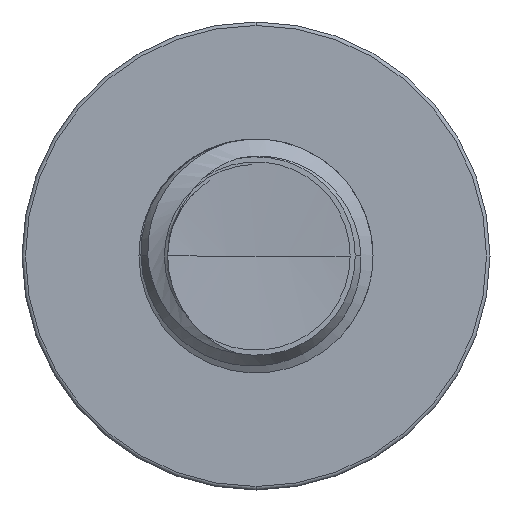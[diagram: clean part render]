
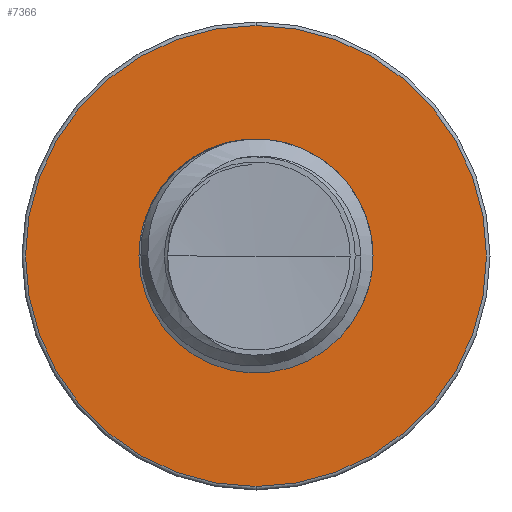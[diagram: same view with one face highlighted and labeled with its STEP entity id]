
A CAD part, front view. The second image highlights one B-rep face of the part: STEP entity #7366.
In plain terms, the highlighted planar face has unit normal (0, -1, 0).
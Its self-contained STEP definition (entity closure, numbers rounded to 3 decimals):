
#354 = VERTEX_POINT ( 'NONE', #7474 ) ;
#940 = CARTESIAN_POINT ( 'NONE',  ( 0., 5., -1.97 ) ) ;
#1523 = CIRCLE ( 'NONE', #16582, 0.969 ) ;
#3217 = ORIENTED_EDGE ( 'NONE', *, *, #4444, .F. ) ;
#3693 = VERTEX_POINT ( 'NONE', #940 ) ;
#4109 = CIRCLE ( 'NONE', #15350, 1.97 ) ;
#4444 = EDGE_CURVE ( 'NONE', #6262, #16108, #1523, .T. ) ;
#4867 = AXIS2_PLACEMENT_3D ( 'NONE', #18293, #8354, #19864 ) ;
#5756 = PLANE ( 'NONE',  #15455 ) ;
#6033 = CARTESIAN_POINT ( 'NONE',  ( 0., 5., 0. ) ) ;
#6262 = VERTEX_POINT ( 'NONE', #12046 ) ;
#7366 = ADVANCED_FACE ( 'NONE', ( #15381, #10936 ), #5756, .T. ) ;
#7454 = DIRECTION ( 'NONE',  ( 0., 0., -1. ) ) ;
#7474 = CARTESIAN_POINT ( 'NONE',  ( 0., 5., 1.97 ) ) ;
#7739 = DIRECTION ( 'NONE',  ( 0., 0., -1. ) ) ;
#8174 = EDGE_CURVE ( 'NONE', #354, #3693, #9901, .T. ) ;
#8179 = CARTESIAN_POINT ( 'NONE',  ( 0., 5., 0. ) ) ;
#8354 = DIRECTION ( 'NONE',  ( 0., -1., 0. ) ) ;
#8845 = EDGE_CURVE ( 'NONE', #16108, #6262, #11199, .T. ) ;
#9453 = DIRECTION ( 'NONE',  ( 0., -1., 0. ) ) ;
#9901 = CIRCLE ( 'NONE', #4867, 1.97 ) ;
#10936 = FACE_BOUND ( 'NONE', #12224, .T. ) ;
#11199 = CIRCLE ( 'NONE', #18321, 0.969 ) ;
#11434 = EDGE_LOOP ( 'NONE', ( #13177, #18756 ) ) ;
#12046 = CARTESIAN_POINT ( 'NONE',  ( 0., 5., -0.969 ) ) ;
#12143 = CARTESIAN_POINT ( 'NONE',  ( 0., 5., 0.969 ) ) ;
#12224 = EDGE_LOOP ( 'NONE', ( #3217, #12669 ) ) ;
#12669 = ORIENTED_EDGE ( 'NONE', *, *, #8845, .F. ) ;
#13177 = ORIENTED_EDGE ( 'NONE', *, *, #19149, .T. ) ;
#15350 = AXIS2_PLACEMENT_3D ( 'NONE', #6033, #17740, #7739 ) ;
#15381 = FACE_OUTER_BOUND ( 'NONE', #11434, .T. ) ;
#15455 = AXIS2_PLACEMENT_3D ( 'NONE', #20418, #17479, #7454 ) ;
#16108 = VERTEX_POINT ( 'NONE', #12143 ) ;
#16582 = AXIS2_PLACEMENT_3D ( 'NONE', #8179, #17265, #17237 ) ;
#17237 = DIRECTION ( 'NONE',  ( 0., 0., -1. ) ) ;
#17265 = DIRECTION ( 'NONE',  ( 0., -1., 0. ) ) ;
#17479 = DIRECTION ( 'NONE',  ( 0., -1., 0. ) ) ;
#17740 = DIRECTION ( 'NONE',  ( 0., -1., 0. ) ) ;
#18293 = CARTESIAN_POINT ( 'NONE',  ( 0., 5., 0. ) ) ;
#18321 = AXIS2_PLACEMENT_3D ( 'NONE', #19313, #9453, #20868 ) ;
#18756 = ORIENTED_EDGE ( 'NONE', *, *, #8174, .T. ) ;
#19149 = EDGE_CURVE ( 'NONE', #3693, #354, #4109, .T. ) ;
#19313 = CARTESIAN_POINT ( 'NONE',  ( 0., 5., 0. ) ) ;
#19864 = DIRECTION ( 'NONE',  ( 0., 0., -1. ) ) ;
#20418 = CARTESIAN_POINT ( 'NONE',  ( 0., 5., 0.969 ) ) ;
#20868 = DIRECTION ( 'NONE',  ( 0., 0., -1. ) ) ;
